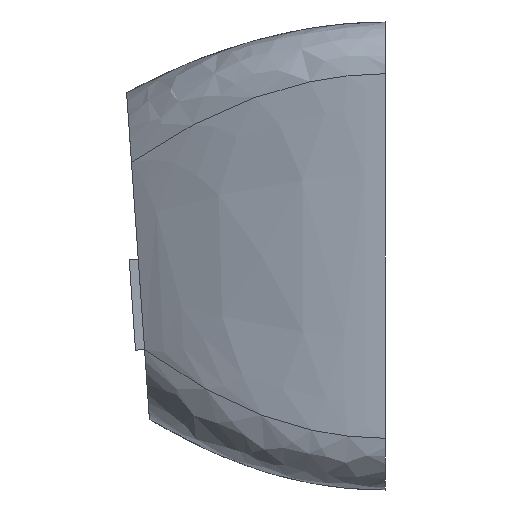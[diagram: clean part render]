
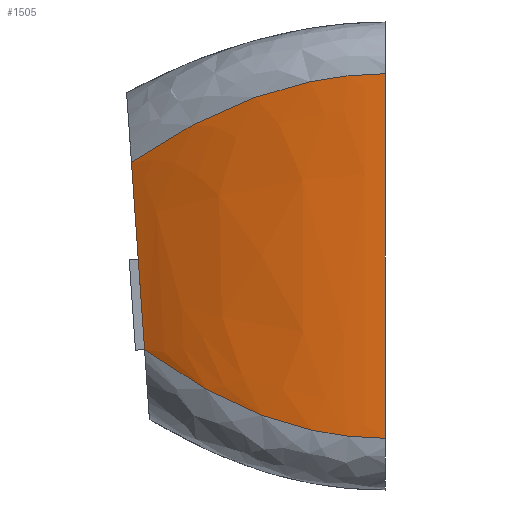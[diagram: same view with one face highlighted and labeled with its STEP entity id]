
A CAD part, left-side view. The second image highlights one B-rep face of the part: STEP entity #1505.
In plain terms, the highlighted free-form (B-spline) face has degree [3, 3] with [4, 4] control points.
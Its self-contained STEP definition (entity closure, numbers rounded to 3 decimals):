
#39=B_SPLINE_SURFACE_WITH_KNOTS('',3,3,((#2727,#2728,#2729,#2730),(#2731,
#2732,#2733,#2734),(#2735,#2736,#2737,#2738),(#2739,#2740,#2741,#2742)),
 .UNSPECIFIED.,.F.,.F.,.F.,(4,4),(4,4),(0.,1.),(0.,1.),.UNSPECIFIED.);
#78=B_SPLINE_CURVE_WITH_KNOTS('',3,(#2719,#2720,#2721,#2722),
 .UNSPECIFIED.,.F.,.F.,(4,4),(0.,1.),.UNSPECIFIED.);
#80=B_SPLINE_CURVE_WITH_KNOTS('',3,(#2743,#2744,#2745,#2746),
 .UNSPECIFIED.,.F.,.F.,(4,4),(0.,1.),.UNSPECIFIED.);
#118=FACE_OUTER_BOUND('',#204,.T.);
#204=EDGE_LOOP('',(#1159,#1160,#1161,#1162));
#316=LINE('',#2670,#491);
#323=LINE('',#2698,#498);
#491=VECTOR('',#1754,10.);
#498=VECTOR('',#1777,10.);
#663=VERTEX_POINT('',#2667);
#664=VERTEX_POINT('',#2669);
#671=VERTEX_POINT('',#2684);
#677=VERTEX_POINT('',#2696);
#837=EDGE_CURVE('',#663,#664,#316,.T.);
#851=EDGE_CURVE('',#671,#677,#323,.T.);
#852=EDGE_CURVE('',#671,#663,#78,.T.);
#854=EDGE_CURVE('',#677,#664,#80,.T.);
#1159=ORIENTED_EDGE('',*,*,#851,.T.);
#1160=ORIENTED_EDGE('',*,*,#854,.T.);
#1161=ORIENTED_EDGE('',*,*,#837,.F.);
#1162=ORIENTED_EDGE('',*,*,#852,.F.);
#1505=ADVANCED_FACE('',(#118),#39,.T.);
#1754=DIRECTION('',(0.,0.,-1.));
#1777=DIRECTION('',(0.,-0.07,-0.998));
#2667=CARTESIAN_POINT('',(0.,0.,16.1));
#2669=CARTESIAN_POINT('',(0.,0.,2.));
#2670=CARTESIAN_POINT('',(0.,0.,16.1));
#2684=CARTESIAN_POINT('',(2.7,9.82,12.669));
#2696=CARTESIAN_POINT('',(2.7,9.314,5.431));
#2698=CARTESIAN_POINT('',(2.7,9.82,12.669));
#2719=CARTESIAN_POINT('Ctrl Pts',(2.7,9.82,12.669));
#2720=CARTESIAN_POINT('Ctrl Pts',(0.9,6.547,14.956));
#2721=CARTESIAN_POINT('Ctrl Pts',(0.,3.189,
16.1));
#2722=CARTESIAN_POINT('Ctrl Pts',(0.,0.,16.1));
#2727=CARTESIAN_POINT('Ctrl Pts',(2.7,9.82,12.669));
#2728=CARTESIAN_POINT('Ctrl Pts',(0.9,6.547,14.956));
#2729=CARTESIAN_POINT('Ctrl Pts',(0.,3.189,
16.1));
#2730=CARTESIAN_POINT('Ctrl Pts',(0.,0.,16.1));
#2731=CARTESIAN_POINT('Ctrl Pts',(2.7,9.722,11.259));
#2732=CARTESIAN_POINT('Ctrl Pts',(0.939,6.481,13.324));
#2733=CARTESIAN_POINT('Ctrl Pts',(0.,3.189,
15.053));
#2734=CARTESIAN_POINT('Ctrl Pts',(0.,0.,15.053));
#2735=CARTESIAN_POINT('Ctrl Pts',(2.7,9.413,6.841));
#2736=CARTESIAN_POINT('Ctrl Pts',(0.939,6.275,4.776));
#2737=CARTESIAN_POINT('Ctrl Pts',(0.,3.189,
3.047));
#2738=CARTESIAN_POINT('Ctrl Pts',(0.,0.,3.047));
#2739=CARTESIAN_POINT('Ctrl Pts',(2.7,9.314,5.431));
#2740=CARTESIAN_POINT('Ctrl Pts',(0.9,6.209,3.144));
#2741=CARTESIAN_POINT('Ctrl Pts',(0.,3.189,
2.));
#2742=CARTESIAN_POINT('Ctrl Pts',(0.,0.,2.));
#2743=CARTESIAN_POINT('Ctrl Pts',(2.7,9.314,5.431));
#2744=CARTESIAN_POINT('Ctrl Pts',(0.9,6.209,3.144));
#2745=CARTESIAN_POINT('Ctrl Pts',(0.,3.189,
2.));
#2746=CARTESIAN_POINT('Ctrl Pts',(0.,0.,2.));
